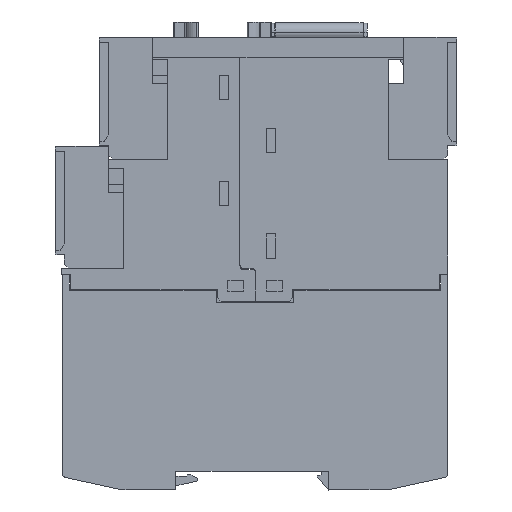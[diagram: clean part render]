
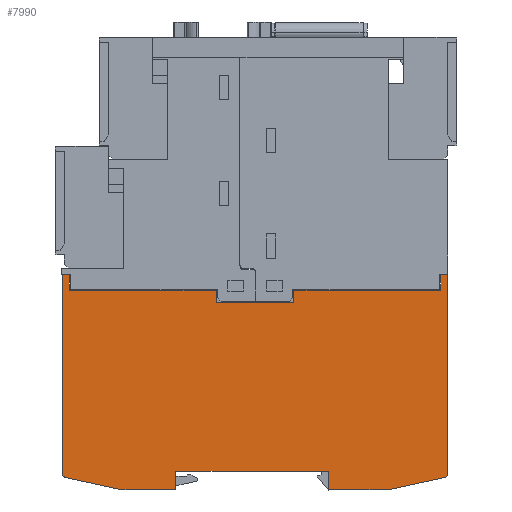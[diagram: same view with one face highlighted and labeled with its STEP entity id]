
A CAD part, left-side view. The second image highlights one B-rep face of the part: STEP entity #7990.
In plain terms, the highlighted planar face has unit normal (-1, 0, 0).
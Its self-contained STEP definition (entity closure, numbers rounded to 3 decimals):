
#7990=ADVANCED_FACE('',(#16556),#16557,.F.);
#16556=FACE_OUTER_BOUND('',#25509,.T.);
#16557=PLANE('',#25510);
#25509=EDGE_LOOP('',(#50902,#50903,#50904,#50905,#50906,#50907,#50908,#50909,#50910,#50911,#50912,#50913,#50914,#50915,#50916,#50917,#50918,#50919,#50920,#50921,#50922,#50923));
#25510=AXIS2_PLACEMENT_3D('',#50924,#50925,#50926);
#50902=ORIENTED_EDGE('',*,*,#60910,.T.);
#50903=ORIENTED_EDGE('',*,*,#64130,.T.);
#50904=ORIENTED_EDGE('',*,*,#64134,.T.);
#50905=ORIENTED_EDGE('',*,*,#64137,.T.);
#50906=ORIENTED_EDGE('',*,*,#64141,.T.);
#50907=ORIENTED_EDGE('',*,*,#64144,.T.);
#50908=ORIENTED_EDGE('',*,*,#64146,.T.);
#50909=ORIENTED_EDGE('',*,*,#63966,.T.);
#50910=ORIENTED_EDGE('',*,*,#64150,.T.);
#50911=ORIENTED_EDGE('',*,*,#64153,.T.);
#50912=ORIENTED_EDGE('',*,*,#61370,.T.);
#50913=ORIENTED_EDGE('',*,*,#64157,.T.);
#50914=ORIENTED_EDGE('',*,*,#64161,.F.);
#50915=ORIENTED_EDGE('',*,*,#64165,.T.);
#50916=ORIENTED_EDGE('',*,*,#64168,.T.);
#50917=ORIENTED_EDGE('',*,*,#64171,.T.);
#50918=ORIENTED_EDGE('',*,*,#64020,.T.);
#50919=ORIENTED_EDGE('',*,*,#64072,.T.);
#50920=ORIENTED_EDGE('',*,*,#64178,.T.);
#50921=ORIENTED_EDGE('',*,*,#64182,.T.);
#50922=ORIENTED_EDGE('',*,*,#64186,.F.);
#50923=ORIENTED_EDGE('',*,*,#64189,.T.);
#50924=CARTESIAN_POINT('',(0.1,53.472,28.736));
#50925=DIRECTION('',(1.0,0.0,0.0));
#50926=DIRECTION('',(0.0,0.0,-1.0));
#60910=EDGE_CURVE('',#75145,#75143,#75146,.T.);
#61370=EDGE_CURVE('',#75874,#75871,#75875,.T.);
#63966=EDGE_CURVE('',#79648,#79646,#79649,.T.);
#64020=EDGE_CURVE('',#79706,#79728,#79730,.T.);
#64072=EDGE_CURVE('',#79728,#79802,#79804,.T.);
#64130=EDGE_CURVE('',#75143,#79886,#79888,.T.);
#64134=EDGE_CURVE('',#79886,#79892,#79894,.T.);
#64137=EDGE_CURVE('',#79892,#79896,#79898,.T.);
#64141=EDGE_CURVE('',#79896,#79901,#79903,.T.);
#64144=EDGE_CURVE('',#79901,#79905,#79907,.T.);
#64146=EDGE_CURVE('',#79905,#79648,#79909,.T.);
#64150=EDGE_CURVE('',#79646,#79913,#79915,.T.);
#64153=EDGE_CURVE('',#79913,#75874,#79918,.T.);
#64157=EDGE_CURVE('',#75871,#79922,#79924,.T.);
#64161=EDGE_CURVE('',#79928,#79922,#79930,.T.);
#64165=EDGE_CURVE('',#79928,#79934,#79936,.T.);
#64168=EDGE_CURVE('',#79934,#79938,#79940,.T.);
#64171=EDGE_CURVE('',#79938,#79706,#79943,.T.);
#64178=EDGE_CURVE('',#79802,#79951,#79953,.T.);
#64182=EDGE_CURVE('',#79951,#79957,#79959,.T.);
#64186=EDGE_CURVE('',#79963,#79957,#79965,.T.);
#64189=EDGE_CURVE('',#79963,#75145,#79968,.T.);
#75143=VERTEX_POINT('',#95643);
#75145=VERTEX_POINT('',#95646);
#75146=LINE('',#95647,#95648);
#75871=VERTEX_POINT('',#96723);
#75874=VERTEX_POINT('',#96727);
#75875=LINE('',#96728,#96729);
#79646=VERTEX_POINT('',#102217);
#79648=VERTEX_POINT('',#102220);
#79649=LINE('',#102221,#102222);
#79706=VERTEX_POINT('',#102301);
#79728=VERTEX_POINT('',#102334);
#79730=LINE('',#102337,#102338);
#79802=VERTEX_POINT('',#102445);
#79804=LINE('',#102448,#102449);
#79886=VERTEX_POINT('',#102570);
#79888=LINE('',#102573,#102574);
#79892=VERTEX_POINT('',#102579);
#79894=LINE('',#102582,#102583);
#79896=VERTEX_POINT('',#102585);
#79898=LINE('',#102588,#102589);
#79901=VERTEX_POINT('',#102593);
#79903=LINE('',#102596,#102597);
#79905=VERTEX_POINT('',#102599);
#79907=LINE('',#102602,#102603);
#79909=LINE('',#102605,#102606);
#79913=VERTEX_POINT('',#102611);
#79915=LINE('',#102614,#102615);
#79918=LINE('',#102619,#102620);
#79922=VERTEX_POINT('',#102625);
#79924=LINE('',#102628,#102629);
#79928=VERTEX_POINT('',#102633);
#79930=CIRCLE('',#102636,0.8);
#79934=VERTEX_POINT('',#102641);
#79936=LINE('',#102644,#102645);
#79938=VERTEX_POINT('',#102647);
#79940=LINE('',#102650,#102651);
#79943=LINE('',#102655,#102656);
#79951=VERTEX_POINT('',#102667);
#79953=LINE('',#102670,#102671);
#79957=VERTEX_POINT('',#102676);
#79959=LINE('',#102679,#102680);
#79963=VERTEX_POINT('',#102684);
#79965=CIRCLE('',#102687,0.8);
#79968=LINE('',#102691,#102692);
#95643=CARTESIAN_POINT('',(0.1,3.85,57.2));
#95646=CARTESIAN_POINT('',(0.1,2.45,57.2));
#95647=CARTESIAN_POINT('',(0.1,2.45,57.2));
#95648=VECTOR('',#112064,1.0);
#96723=CARTESIAN_POINT('',(0.1,104.45,57.2));
#96727=CARTESIAN_POINT('',(0.1,103.05,57.2));
#96728=CARTESIAN_POINT('',(0.1,103.05,57.2));
#96729=VECTOR('',#112458,1.0);
#102217=CARTESIAN_POINT('',(0.1,102.65,52.9));
#102220=CARTESIAN_POINT('',(0.1,63.75,52.9));
#102221=CARTESIAN_POINT('',(0.1,63.75,52.9));
#102222=VECTOR('',#114615,1.0);
#102301=CARTESIAN_POINT('',(0.1,74.45,5.));
#102334=CARTESIAN_POINT('',(0.1,33.95,5.));
#102337=CARTESIAN_POINT('',(0.1,74.45,5.));
#102338=VECTOR('',#114668,1.0);
#102445=CARTESIAN_POINT('',(0.1,33.95,0.));
#102448=CARTESIAN_POINT('',(0.1,33.95,5.));
#102449=VECTOR('',#114705,1.0);
#102570=CARTESIAN_POINT('',(0.1,4.25,56.8));
#102573=CARTESIAN_POINT('',(0.1,3.85,57.2));
#102574=VECTOR('',#114746,1.0);
#102579=CARTESIAN_POINT('',(0.1,4.25,52.9));
#102582=CARTESIAN_POINT('',(0.1,4.25,56.8));
#102583=VECTOR('',#114749,1.0);
#102585=CARTESIAN_POINT('',(0.1,43.15,52.9));
#102588=CARTESIAN_POINT('',(0.1,4.25,52.9));
#102589=VECTOR('',#114751,1.0);
#102593=CARTESIAN_POINT('',(0.1,43.15,49.7));
#102596=CARTESIAN_POINT('',(0.1,43.15,52.9));
#102597=VECTOR('',#114754,1.0);
#102599=CARTESIAN_POINT('',(0.1,63.75,49.7));
#102602=CARTESIAN_POINT('',(0.1,43.15,49.7));
#102603=VECTOR('',#114756,1.0);
#102605=CARTESIAN_POINT('',(0.1,63.75,49.7));
#102606=VECTOR('',#114757,1.0);
#102611=CARTESIAN_POINT('',(0.1,102.65,56.8));
#102614=CARTESIAN_POINT('',(0.1,102.65,52.9));
#102615=VECTOR('',#114760,1.0);
#102619=CARTESIAN_POINT('',(0.1,102.65,56.8));
#102620=VECTOR('',#114762,1.0);
#102625=CARTESIAN_POINT('',(0.1,104.45,4.144));
#102628=CARTESIAN_POINT('',(0.1,104.45,57.2));
#102629=VECTOR('',#114765,1.0);
#102633=CARTESIAN_POINT('',(0.1,103.821,3.362));
#102636=AXIS2_PLACEMENT_3D('',#114770,#114771,#114772);
#102641=CARTESIAN_POINT('',(0.1,88.45,0.));
#102644=CARTESIAN_POINT('',(0.1,103.821,3.362));
#102645=VECTOR('',#114775,1.0);
#102647=CARTESIAN_POINT('',(0.1,74.45,0.));
#102650=CARTESIAN_POINT('',(0.1,88.45,0.));
#102651=VECTOR('',#114777,1.0);
#102655=CARTESIAN_POINT('',(0.1,74.45,0.));
#102656=VECTOR('',#114779,1.0);
#102667=CARTESIAN_POINT('',(0.1,18.45,0.));
#102670=CARTESIAN_POINT('',(0.1,33.95,0.));
#102671=VECTOR('',#114784,1.0);
#102676=CARTESIAN_POINT('',(0.1,3.079,3.362));
#102679=CARTESIAN_POINT('',(0.1,18.45,0.));
#102680=VECTOR('',#114787,1.0);
#102684=CARTESIAN_POINT('',(0.1,2.45,4.144));
#102687=AXIS2_PLACEMENT_3D('',#114792,#114793,#114794);
#102691=CARTESIAN_POINT('',(0.1,2.45,4.144));
#102692=VECTOR('',#114796,1.0);
#112064=DIRECTION('',(0.0,1.0,0.0));
#112458=DIRECTION('',(0.0,1.0,0.0));
#114615=DIRECTION('',(0.0,1.0,0.0));
#114668=DIRECTION('',(0.0,-1.0,0.0));
#114705=DIRECTION('',(0.0,0.0,-1.0));
#114746=DIRECTION('',(0.0,0.707,-0.707));
#114749=DIRECTION('',(0.0,0.0,-1.0));
#114751=DIRECTION('',(0.0,1.0,0.0));
#114754=DIRECTION('',(0.0,0.0,-1.0));
#114756=DIRECTION('',(0.0,1.0,0.0));
#114757=DIRECTION('',(0.0,0.0,1.0));
#114760=DIRECTION('',(0.0,0.0,1.0));
#114762=DIRECTION('',(0.0,0.707,0.707));
#114765=DIRECTION('',(0.0,0.0,-1.0));
#114770=CARTESIAN_POINT('',(0.1,103.65,4.144));
#114771=DIRECTION('',(1.0,0.0,0.0));
#114772=DIRECTION('',(0.0,0.214,-0.977));
#114775=DIRECTION('',(0.0,-0.977,-0.214));
#114777=DIRECTION('',(0.0,-1.0,0.0));
#114779=DIRECTION('',(0.0,0.0,1.0));
#114784=DIRECTION('',(0.0,-1.0,0.0));
#114787=DIRECTION('',(0.0,-0.977,0.214));
#114792=CARTESIAN_POINT('',(0.1,3.25,4.144));
#114793=DIRECTION('',(1.0,0.0,0.0));
#114794=DIRECTION('',(0.0,-1.0,0.));
#114796=DIRECTION('',(0.0,0.0,1.0));
